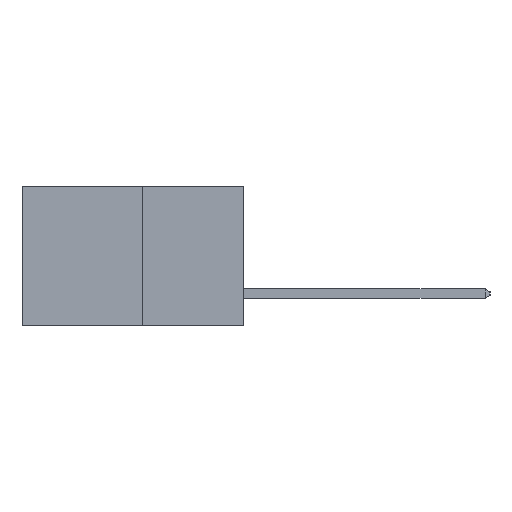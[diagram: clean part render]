
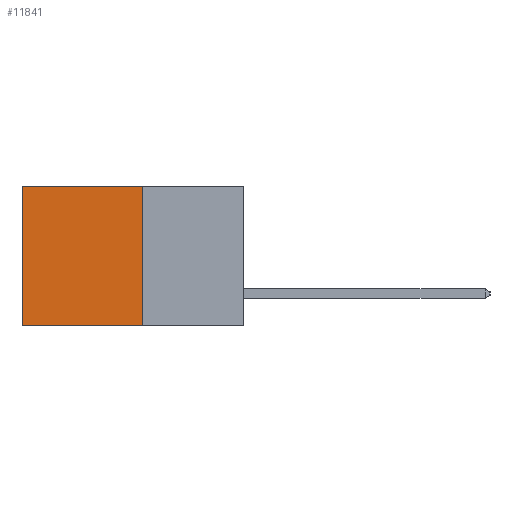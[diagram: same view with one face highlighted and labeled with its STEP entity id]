
A CAD part, left-side view. The second image highlights one B-rep face of the part: STEP entity #11841.
In plain terms, the highlighted planar face has unit normal (-1, 0, 0).
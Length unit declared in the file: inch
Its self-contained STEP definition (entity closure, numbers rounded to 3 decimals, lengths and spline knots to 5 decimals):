
#210 = CARTESIAN_POINT ( 'NONE',  ( 0.277, 0.27, -0.37 ) ) ;
#277 = ORIENTED_EDGE ( 'NONE', *, *, #17721, .T. ) ;
#1354 = CARTESIAN_POINT ( 'NONE',  ( 0.277, 0.27, 0. ) ) ;
#1841 = DIRECTION ( 'NONE',  ( 1., 0., 0. ) ) ;
#2225 = VERTEX_POINT ( 'NONE', #1354 ) ;
#3926 = CARTESIAN_POINT ( 'NONE',  ( 0.277, 0.27, -0.37 ) ) ;
#5603 = CARTESIAN_POINT ( 'NONE',  ( 0.277, 0.59, 0. ) ) ;
#5786 = VERTEX_POINT ( 'NONE', #5603 ) ;
#7365 = CARTESIAN_POINT ( 'NONE',  ( 0.277, 0.27, -0.37 ) ) ;
#8368 = LINE ( 'NONE', #7365, #12580 ) ;
#8427 = LINE ( 'NONE', #12651, #20703 ) ;
#8838 = ORIENTED_EDGE ( 'NONE', *, *, #12060, .F. ) ;
#10075 = LINE ( 'NONE', #3926, #18165 ) ;
#10463 = EDGE_CURVE ( 'NONE', #2225, #5786, #16231, .T. ) ;
#11009 = DIRECTION ( 'NONE',  ( 0., 1., 0. ) ) ;
#11354 = VERTEX_POINT ( 'NONE', #13405 ) ;
#11515 = EDGE_CURVE ( 'NONE', #18863, #11354, #8368, .T. ) ;
#11841 = ADVANCED_FACE ( 'NONE', ( #14645 ), #19445, .F. ) ;
#12060 = EDGE_CURVE ( 'NONE', #2225, #18863, #10075, .T. ) ;
#12580 = VECTOR ( 'NONE', #17004, 39.37008 ) ;
#12651 = CARTESIAN_POINT ( 'NONE',  ( 0.277, 0.59, -0.37 ) ) ;
#13003 = DIRECTION ( 'NONE',  ( 0., 0., -1. ) ) ;
#13405 = CARTESIAN_POINT ( 'NONE',  ( 0.277, 0.59, -0.37 ) ) ;
#14131 = CARTESIAN_POINT ( 'NONE',  ( 0.277, 0.27, -0.37 ) ) ;
#14326 = DIRECTION ( 'NONE',  ( 0., 0., -1. ) ) ;
#14645 = FACE_OUTER_BOUND ( 'NONE', #18296, .T. ) ;
#15185 = DIRECTION ( 'NONE',  ( 0., 0., -1. ) ) ;
#15621 = ORIENTED_EDGE ( 'NONE', *, *, #10463, .T. ) ;
#16231 = LINE ( 'NONE', #19057, #19978 ) ;
#17004 = DIRECTION ( 'NONE',  ( 0., 1., 0. ) ) ;
#17219 = AXIS2_PLACEMENT_3D ( 'NONE', #210, #1841, #13003 ) ;
#17721 = EDGE_CURVE ( 'NONE', #5786, #11354, #8427, .T. ) ;
#17760 = ORIENTED_EDGE ( 'NONE', *, *, #11515, .F. ) ;
#18165 = VECTOR ( 'NONE', #15185, 39.37008 ) ;
#18296 = EDGE_LOOP ( 'NONE', ( #277, #17760, #8838, #15621 ) ) ;
#18863 = VERTEX_POINT ( 'NONE', #14131 ) ;
#19057 = CARTESIAN_POINT ( 'NONE',  ( 0.277, 0.27, 0. ) ) ;
#19445 = PLANE ( 'NONE',  #17219 ) ;
#19978 = VECTOR ( 'NONE', #11009, 39.37008 ) ;
#20703 = VECTOR ( 'NONE', #14326, 39.37008 ) ;
